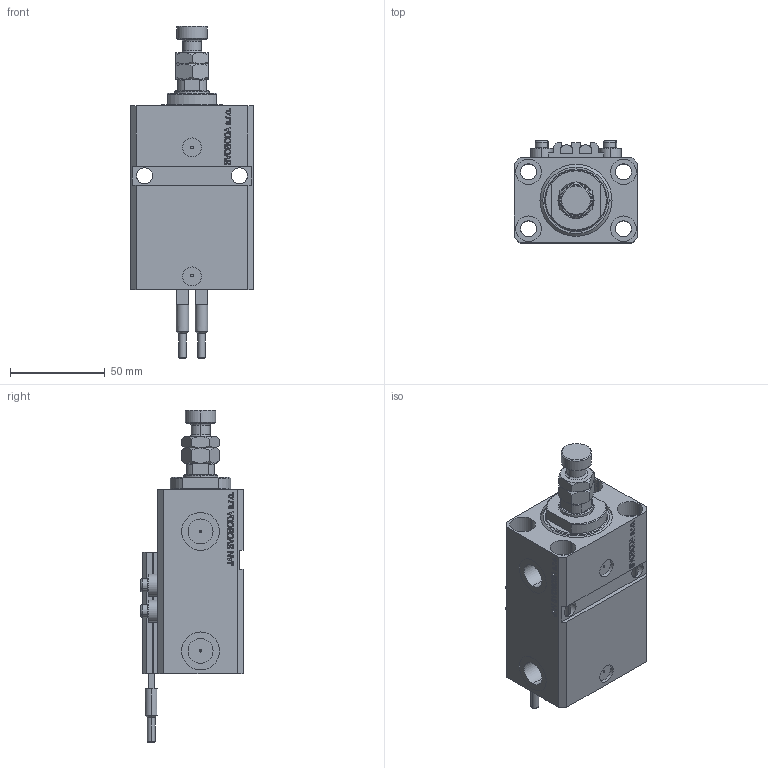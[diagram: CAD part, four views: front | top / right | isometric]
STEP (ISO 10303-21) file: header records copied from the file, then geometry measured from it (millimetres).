
FILE_DESCRIPTION (( 'STEP AP203' ), '1' );
FILE_NAME ('03c1.STEP', '2024-01-25T11:40:20', ( '' ), ( '' ), 'SwSTEP 2.0', 'SolidWorks 2019', '' );
FILE_SCHEMA (( 'CONFIG_CONTROL_DESIGN' ));
Length unit declared in the file: millimetre
Products named in the file (7): V250CE_E_Body 67479b6ebab4c22c16da07670c35a70d; MFA 67479b6ebab4c22c16da07670c35a70d; V250CE_VC_E 67479b6ebab4c22c16da07670c35a70d; ALLEN BOLT V250CE 67479b6ebab4c22c16da07670c35a70d; V250CE_C_VCP 67479b6ebab4c22c16da07670c35a70d; 03c1; SWITCH_V250CE 67479b6ebab4c22c16da07670c35a70d
Assembly tree (10 placements, depth 2):
  03c1
    V250CE_E_Body 67479b6ebab4c22c16da07670c35a70d
    ALLEN BOLT V250CE 67479b6ebab4c22c16da07670c35a70d  x4
    V250CE_C_VCP 67479b6ebab4c22c16da07670c35a70d
    V250CE_VC_E 67479b6ebab4c22c16da07670c35a70d
    MFA 67479b6ebab4c22c16da07670c35a70d
    SWITCH_V250CE 67479b6ebab4c22c16da07670c35a70d  x2
Bounding box: 65 x 54 x 175 mm (x, y, z)
Volume: 260169.6 mm3; surface area: 75113.5 mm2
Topology: 11 solids, 11 shells, 1171 faces, 2883 edges, 1850 vertices
Faces by surface type: plane 559, bspline 360, cylinder 142, cone 88, torus 22
Entity records: 49641 total; most frequent: CARTESIAN_POINT 25671, ORIENTED_EDGE 5348, DIRECTION 3588, EDGE_CURVE 2674, VERTEX_POINT 1736, VECTOR 1570, LINE 1570, EDGE_LOOP 1206
